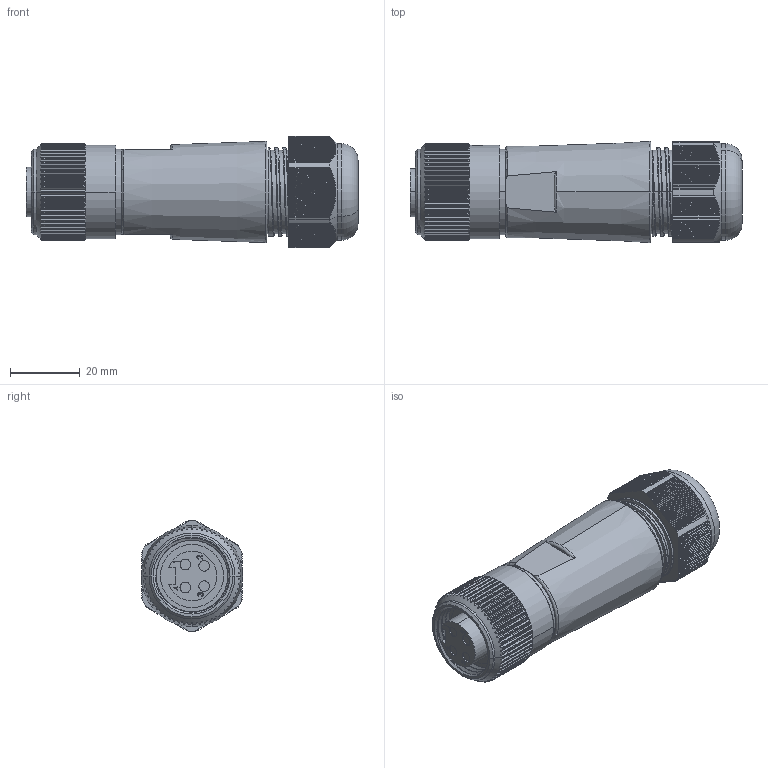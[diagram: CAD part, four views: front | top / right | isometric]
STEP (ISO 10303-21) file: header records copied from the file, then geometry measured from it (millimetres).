
FILE_DESCRIPTION (( 'STEP AP214' ), '1' );
FILE_NAME ('MIN-4FP-FWX.STEP', '2015-08-11T15:59:36', ( 'IT' ), ( '' ), 'SwSTEP 2.0', 'SolidWorks 2015', '' );
FILE_SCHEMA (( 'AUTOMOTIVE_DESIGN' ));
Length unit declared in the file: millimetre
Products named in the file (1): MIN-4FP-FWX
Bounding box: 95.38 x 29.06 x 31.9 mm (x, y, z)
Volume: 53577.5 mm3; surface area: 15544.3 mm2
Topology: 1 solids, 1 shells, 1083 faces, 3165 edges, 2097 vertices
Faces by surface type: plane 685, cylinder 337, bspline 27, torus 21, cone 13
Entity records: 54194 total; most frequent: CARTESIAN_POINT 15981, ORIENTED_EDGE 6330, DIRECTION 4264, EDGE_CURVE 3165, VERTEX_POINT 2097, LINE 1606, VECTOR 1606, AXIS2_PLACEMENT_3D 1329
